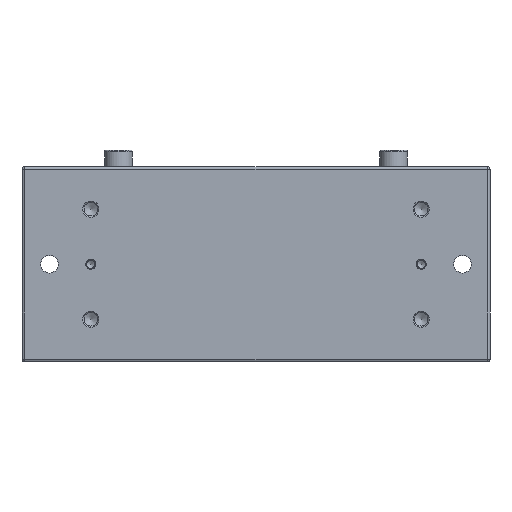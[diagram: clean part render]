
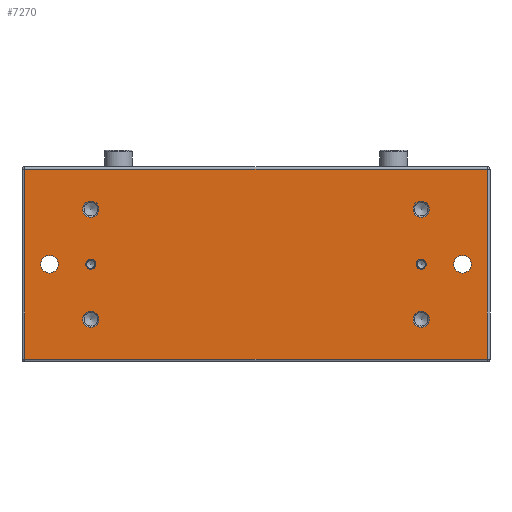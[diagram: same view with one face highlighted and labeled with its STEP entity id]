
A CAD part, front view. The second image highlights one B-rep face of the part: STEP entity #7270.
In plain terms, the highlighted planar face has unit normal (0, -1, 0).
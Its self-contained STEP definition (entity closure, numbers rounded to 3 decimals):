
#705=LINE('',#12117,#1261);
#706=LINE('',#12122,#1262);
#708=LINE('',#12137,#1264);
#709=LINE('',#12141,#1265);
#1261=VECTOR('',#9641,10.);
#1262=VECTOR('',#9648,10.);
#1264=VECTOR('',#9674,10.);
#1265=VECTOR('',#9681,10.);
#1424=FACE_BOUND('',#2258,.T.);
#1425=FACE_BOUND('',#2259,.T.);
#1426=FACE_BOUND('',#2260,.T.);
#1427=FACE_BOUND('',#2261,.T.);
#1428=FACE_BOUND('',#2262,.T.);
#1429=FACE_BOUND('',#2263,.T.);
#1430=FACE_BOUND('',#2264,.T.);
#1431=FACE_BOUND('',#2265,.T.);
#1807=FACE_OUTER_BOUND('',#2257,.T.);
#2257=EDGE_LOOP('',(#6112,#6113,#6114,#6115));
#2258=EDGE_LOOP('',(#6116));
#2259=EDGE_LOOP('',(#6117));
#2260=EDGE_LOOP('',(#6118));
#2261=EDGE_LOOP('',(#6119));
#2262=EDGE_LOOP('',(#6120));
#2263=EDGE_LOOP('',(#6121));
#2264=EDGE_LOOP('',(#6122));
#2265=EDGE_LOOP('',(#6123));
#2506=CIRCLE('',#7755,3.2);
#2512=CIRCLE('',#7764,3.2);
#2653=CIRCLE('',#8034,2.959);
#2656=CIRCLE('',#8039,2.959);
#2659=CIRCLE('',#8044,2.959);
#2662=CIRCLE('',#8049,2.959);
#2665=CIRCLE('',#8054,1.8);
#2668=CIRCLE('',#8059,1.8);
#3124=VERTEX_POINT('',#11568);
#3130=VERTEX_POINT('',#11585);
#3202=VERTEX_POINT('',#12114);
#3203=VERTEX_POINT('',#12116);
#3204=VERTEX_POINT('',#12120);
#3205=VERTEX_POINT('',#12135);
#3275=VERTEX_POINT('',#12429);
#3278=VERTEX_POINT('',#12439);
#3281=VERTEX_POINT('',#12449);
#3284=VERTEX_POINT('',#12459);
#3287=VERTEX_POINT('',#12469);
#3290=VERTEX_POINT('',#12479);
#3959=EDGE_CURVE('',#3124,#3124,#2506,.T.);
#3967=EDGE_CURVE('',#3130,#3130,#2512,.T.);
#4081=EDGE_CURVE('',#3202,#3203,#705,.T.);
#4084=EDGE_CURVE('',#3204,#3202,#706,.T.);
#4092=EDGE_CURVE('',#3205,#3204,#708,.T.);
#4094=EDGE_CURVE('',#3203,#3205,#709,.T.);
#4236=EDGE_CURVE('',#3275,#3275,#2653,.T.);
#4241=EDGE_CURVE('',#3278,#3278,#2656,.T.);
#4246=EDGE_CURVE('',#3281,#3281,#2659,.T.);
#4251=EDGE_CURVE('',#3284,#3284,#2662,.T.);
#4256=EDGE_CURVE('',#3287,#3287,#2665,.T.);
#4261=EDGE_CURVE('',#3290,#3290,#2668,.T.);
#6112=ORIENTED_EDGE('',*,*,#4094,.F.);
#6113=ORIENTED_EDGE('',*,*,#4081,.F.);
#6114=ORIENTED_EDGE('',*,*,#4084,.F.);
#6115=ORIENTED_EDGE('',*,*,#4092,.F.);
#6116=ORIENTED_EDGE('',*,*,#4256,.F.);
#6117=ORIENTED_EDGE('',*,*,#4246,.F.);
#6118=ORIENTED_EDGE('',*,*,#4236,.F.);
#6119=ORIENTED_EDGE('',*,*,#3959,.T.);
#6120=ORIENTED_EDGE('',*,*,#3967,.T.);
#6121=ORIENTED_EDGE('',*,*,#4241,.F.);
#6122=ORIENTED_EDGE('',*,*,#4251,.F.);
#6123=ORIENTED_EDGE('',*,*,#4261,.F.);
#6484=PLANE('',#8058);
#7270=ADVANCED_FACE('',(#1807,#1424,#1425,#1426,#1427,#1428,#1429,#1430,
#1431),#6484,.T.);
#7755=AXIS2_PLACEMENT_3D('',#11570,#9381,#9382);
#7764=AXIS2_PLACEMENT_3D('',#11587,#9401,#9402);
#8034=AXIS2_PLACEMENT_3D('',#12430,#10054,#10055);
#8039=AXIS2_PLACEMENT_3D('',#12440,#10066,#10067);
#8044=AXIS2_PLACEMENT_3D('',#12450,#10078,#10079);
#8049=AXIS2_PLACEMENT_3D('',#12460,#10090,#10091);
#8054=AXIS2_PLACEMENT_3D('',#12470,#10102,#10103);
#8058=AXIS2_PLACEMENT_3D('',#12478,#10112,#10113);
#8059=AXIS2_PLACEMENT_3D('',#12480,#10114,#10115);
#9381=DIRECTION('center_axis',(0.,1.,0.));
#9382=DIRECTION('ref_axis',(1.,0.,0.));
#9401=DIRECTION('center_axis',(0.,1.,0.));
#9402=DIRECTION('ref_axis',(1.,0.,0.));
#9641=DIRECTION('',(0.,0.,-1.));
#9648=DIRECTION('',(1.,0.,0.));
#9674=DIRECTION('',(0.,0.,1.));
#9681=DIRECTION('',(-1.,0.,0.));
#10054=DIRECTION('center_axis',(0.,-1.,0.));
#10055=DIRECTION('ref_axis',(-1.,0.,0.));
#10066=DIRECTION('center_axis',(0.,-1.,0.));
#10067=DIRECTION('ref_axis',(-1.,0.,0.));
#10078=DIRECTION('center_axis',(0.,-1.,0.));
#10079=DIRECTION('ref_axis',(-1.,0.,0.));
#10090=DIRECTION('center_axis',(0.,-1.,0.));
#10091=DIRECTION('ref_axis',(-1.,0.,0.));
#10102=DIRECTION('center_axis',(0.,-1.,0.));
#10103=DIRECTION('ref_axis',(-1.,0.,0.));
#10112=DIRECTION('center_axis',(0.,-1.,0.));
#10113=DIRECTION('ref_axis',(-1.,0.,0.));
#10114=DIRECTION('center_axis',(0.,-1.,0.));
#10115=DIRECTION('ref_axis',(-1.,0.,0.));
#11568=CARTESIAN_POINT('',(-78.2,-80.,10.3));
#11570=CARTESIAN_POINT('Origin',(-75.,-80.,10.3));
#11585=CARTESIAN_POINT('',(71.8,-80.,10.3));
#11587=CARTESIAN_POINT('Origin',(75.,-80.,10.3));
#12114=CARTESIAN_POINT('',(84.,-80.,44.8));
#12116=CARTESIAN_POINT('',(84.,-80.,-24.2));
#12117=CARTESIAN_POINT('',(84.,-80.,45.8));
#12120=CARTESIAN_POINT('',(-84.,-80.,44.8));
#12122=CARTESIAN_POINT('',(33.,-80.,44.8));
#12135=CARTESIAN_POINT('',(-84.,-80.,-24.2));
#12137=CARTESIAN_POINT('',(-84.,-80.,10.3));
#12141=CARTESIAN_POINT('',(33.,-80.,-24.2));
#12429=CARTESIAN_POINT('',(-57.042,-80.,30.3));
#12430=CARTESIAN_POINT('Origin',(-60.,-80.,30.3));
#12439=CARTESIAN_POINT('',(-57.042,-80.,-9.7));
#12440=CARTESIAN_POINT('Origin',(-60.,-80.,-9.7));
#12449=CARTESIAN_POINT('',(62.959,-80.,30.3));
#12450=CARTESIAN_POINT('Origin',(60.,-80.,30.3));
#12459=CARTESIAN_POINT('',(62.959,-80.,-9.7));
#12460=CARTESIAN_POINT('Origin',(60.,-80.,-9.7));
#12469=CARTESIAN_POINT('',(-58.2,-80.,10.3));
#12470=CARTESIAN_POINT('Origin',(-60.,-80.,10.3));
#12478=CARTESIAN_POINT('Origin',(66.,-80.,45.8));
#12479=CARTESIAN_POINT('',(61.8,-80.,10.3));
#12480=CARTESIAN_POINT('Origin',(60.,-80.,10.3));
